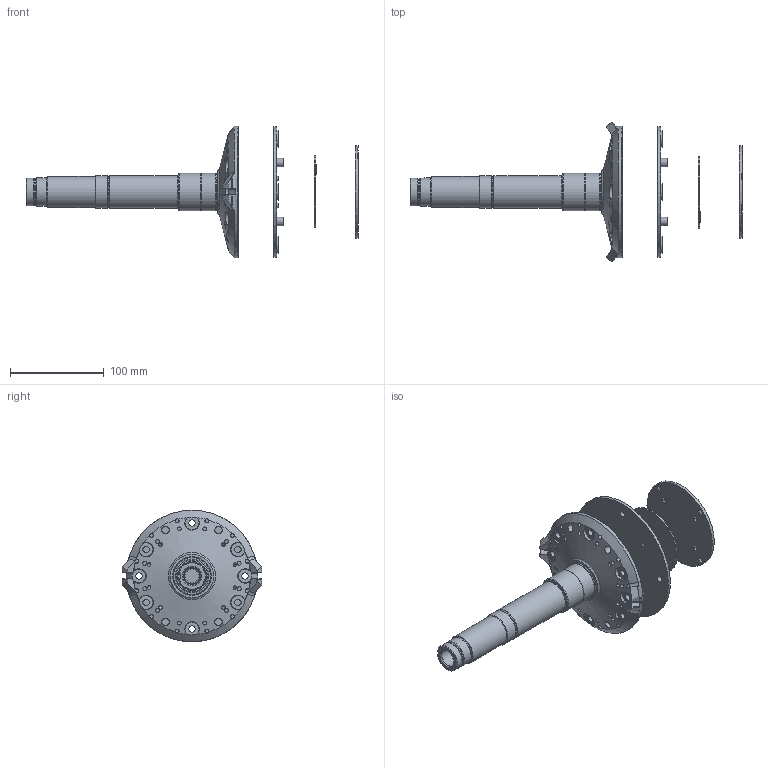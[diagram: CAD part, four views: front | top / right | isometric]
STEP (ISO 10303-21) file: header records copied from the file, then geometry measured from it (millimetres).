
FILE_DESCRIPTION(/* description */ (''),/* implementation_level */ '2;1');
FILE_NAME(/* name */ 'c7eb3105-25d0-4485-b71b-0ee12530af3b.stp',/* time_stamp */ '2020-04-28T18:17:37+00:00',/* author */ (''),/* organization */ (''),/* preprocessor_version */ 'ST-DEVELOPER v18.1',/* originating_system */ 'Autodesk Translation Framework v9.2.0.1227',/* authorisation */ '');
FILE_SCHEMA (('AUTOMOTIVE_DESIGN { 1 0 10303 214 3 1 1 }'));
Length unit declared in the file: inch
Products named in the file (19): AluminumBoardMount; 31480-1004_Interference_fits; PCB Component; Board; 0.01uF; LIPO; 7.5nH; ESP32-PICO-D4; MUN5214DW1T1G; 1M; MLL1200S; PRO-OB-440; NCP170AMX300TCG; LM324; AD8495ARMZ ; 3.5mm terminal; 1X06; AluminumMountingPlate; BatteryMount
Assembly tree (76 placements, depth 3):
  AluminumBoardMount
    31480-1004_Interference_fits
    PCB Component
      Board
      0.01uF  x32
      LIPO
      7.5nH
      ESP32-PICO-D4
      MUN5214DW1T1G
      1M  x22
      MLL1200S
      PRO-OB-440
      NCP170AMX300TCG
      LM324
      AD8495ARMZ   x4
      3.5mm terminal  x4
      1X06
    AluminumMountingPlate
    BatteryMount
Bounding box: 354.01 x 149.24 x 140.21 mm (x, y, z)
Volume: 337563.3 mm3; surface area: 139748.3 mm2
Topology: 75 solids, 75 shells, 941 faces, 2418 edges, 1636 vertices
Faces by surface type: plane 543, cylinder 266, cone 89, torus 35, bspline 4, sphere 4
Full cylindrical faces by diameter (mm): 0.35 x75, 0.9 x2, 1 x8, 1.016 x6, 2.381 x4, 3.048 x4, 3.214 x2, 3.81 x14, 3.969 x4, 4.064 x24, 4.762 x4, 5.08 x4, 6.731 x12, 7.937 x4, 8.731 x4, 17.462 x4, 19.025 x1, 21.59 x1, 29.483 x1, 29.991 x1, 30.754 x1, 31.75 x1, 32.817 x1, 33.071 x1, 34.29 x1, 34.544 x1, 35.001 x1, 35.052 x1, 39.298 x1, 39.751 x1
Entity records: 24369 total; most frequent: CARTESIAN_POINT 6905, DIRECTION 3543, ORIENTED_EDGE 3424, EDGE_CURVE 1712, AXIS2_PLACEMENT_3D 1452, VERTEX_POINT 1172, EDGE_LOOP 940, CIRCLE 746
